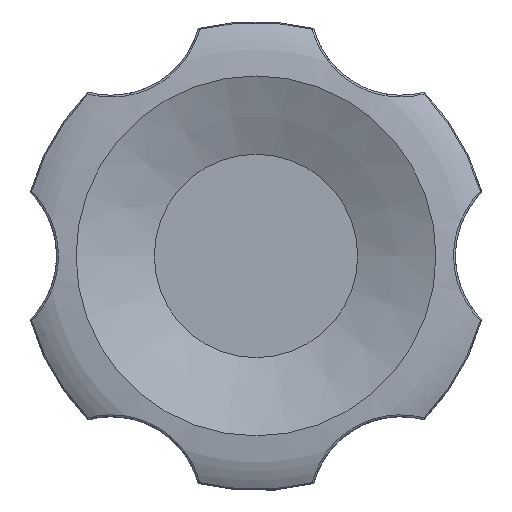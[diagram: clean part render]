
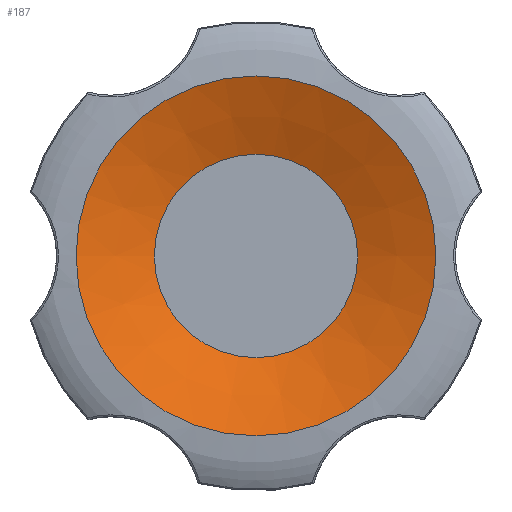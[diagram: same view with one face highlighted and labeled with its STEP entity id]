
A CAD part, top view. The second image highlights one B-rep face of the part: STEP entity #187.
In plain terms, the highlighted conical face has half-angle 68.199 degrees and reference radius 23 mm.
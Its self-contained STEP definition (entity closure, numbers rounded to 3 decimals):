
#187 = ADVANCED_FACE( '', ( #384, #385 ), #386, .F. );
#384 = FACE_BOUND( '', #3777, .T. );
#385 = FACE_OUTER_BOUND( '', #3778, .T. );
#386 = CONICAL_SURFACE( '', #3779, 23., 1.19 );
#3777 = EDGE_LOOP( '', ( #4210 ) );
#3778 = EDGE_LOOP( '', ( #4211 ) );
#3779 = AXIS2_PLACEMENT_3D( '', #4212, #4213, #4214 );
#4210 = ORIENTED_EDGE( '', *, *, #4319, .F. );
#4211 = ORIENTED_EDGE( '', *, *, #4347, .T. );
#4212 = CARTESIAN_POINT( '', ( 0., 0., 36. ) );
#4213 = DIRECTION( '', ( 0., 0., 1. ) );
#4214 = DIRECTION( '', ( 1., 0., 0. ) );
#4319 = EDGE_CURVE( '', #4570, #4570, #4571, .T. );
#4347 = EDGE_CURVE( '', #4608, #4608, #4609, .T. );
#4570 = VERTEX_POINT( '', #6073 );
#4571 = CIRCLE( '', #6074, 13. );
#4608 = VERTEX_POINT( '', #6699 );
#4609 = CIRCLE( '', #6700, 23. );
#6073 = CARTESIAN_POINT( '', ( 13., 0., 32. ) );
#6074 = AXIS2_PLACEMENT_3D( '', #7304, #7305, #7306 );
#6699 = CARTESIAN_POINT( '', ( 23., 0., 36. ) );
#6700 = AXIS2_PLACEMENT_3D( '', #7322, #7323, #7324 );
#7304 = CARTESIAN_POINT( '', ( 0., 0., 32. ) );
#7305 = DIRECTION( '', ( 0., 0., 1. ) );
#7306 = DIRECTION( '', ( 1., 0., 0. ) );
#7322 = CARTESIAN_POINT( '', ( 0., 0., 36. ) );
#7323 = DIRECTION( '', ( 0., 0., 1. ) );
#7324 = DIRECTION( '', ( 1., 0., 0. ) );
